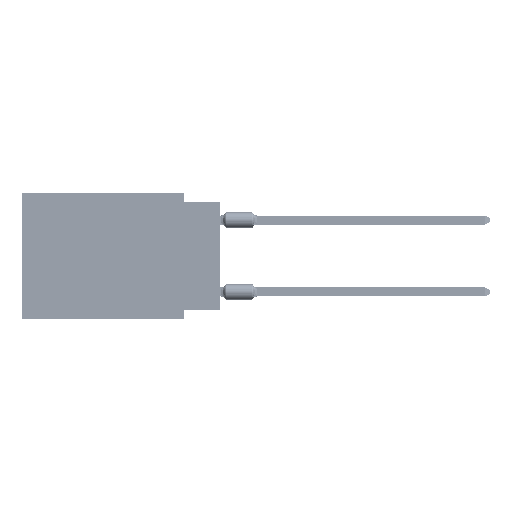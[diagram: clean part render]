
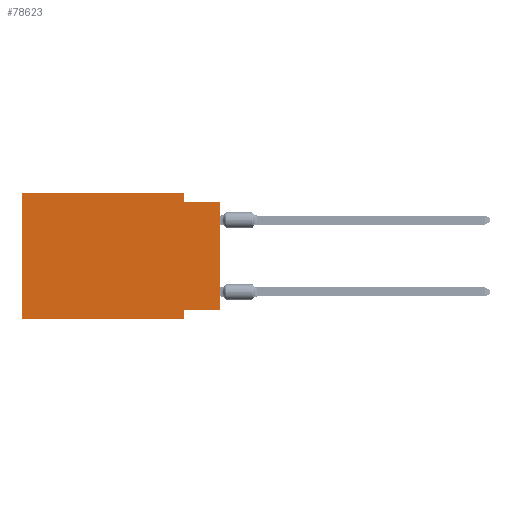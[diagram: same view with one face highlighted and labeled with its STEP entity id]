
A CAD part, left-side view. The second image highlights one B-rep face of the part: STEP entity #78623.
In plain terms, the highlighted planar face has unit normal (-1, 0, 0).
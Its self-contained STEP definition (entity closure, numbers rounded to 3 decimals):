
#388 = CARTESIAN_POINT ( 'NONE',  ( 0., 0., -0.635 ) ) ;
#4866 = EDGE_CURVE ( 'NONE', #69106, #91821, #67906, .T. ) ;
#5596 = DIRECTION ( 'NONE',  ( 0., 0., -1. ) ) ;
#6009 = CARTESIAN_POINT ( 'NONE',  ( 0., 2.54, -8.255 ) ) ;
#6039 = DIRECTION ( 'NONE',  ( 0., -1., 0. ) ) ;
#6514 = CARTESIAN_POINT ( 'NONE',  ( 0., 0., -0.635 ) ) ;
#7488 = AXIS2_PLACEMENT_3D ( 'NONE', #18914, #41599, #86007 ) ;
#7547 = DIRECTION ( 'NONE',  ( 0., -1., 0. ) ) ;
#8114 = VERTEX_POINT ( 'NONE', #83247 ) ;
#8501 = CARTESIAN_POINT ( 'NONE',  ( 0., 13.97, -8.89 ) ) ;
#8842 = CARTESIAN_POINT ( 'NONE',  ( 0., 13.97, 0. ) ) ;
#13904 = DIRECTION ( 'NONE',  ( 0., 1., 0. ) ) ;
#14118 = EDGE_CURVE ( 'NONE', #48977, #20624, #29188, .T. ) ;
#15271 = ORIENTED_EDGE ( 'NONE', *, *, #50369, .F. ) ;
#16115 = ORIENTED_EDGE ( 'NONE', *, *, #4866, .T. ) ;
#18417 = CARTESIAN_POINT ( 'NONE',  ( 0., 13.97, 0. ) ) ;
#18914 = CARTESIAN_POINT ( 'NONE',  ( 0., 13.97, 0. ) ) ;
#19072 = VERTEX_POINT ( 'NONE', #69482 ) ;
#20624 = VERTEX_POINT ( 'NONE', #388 ) ;
#21701 = ORIENTED_EDGE ( 'NONE', *, *, #51228, .F. ) ;
#26645 = ORIENTED_EDGE ( 'NONE', *, *, #57383, .T. ) ;
#26928 = CARTESIAN_POINT ( 'NONE',  ( 0., 2.54, -8.89 ) ) ;
#27570 = FACE_OUTER_BOUND ( 'NONE', #91064, .T. ) ;
#29188 = LINE ( 'NONE', #6514, #52526 ) ;
#30076 = CARTESIAN_POINT ( 'NONE',  ( 0., 13.97, -8.89 ) ) ;
#32503 = VECTOR ( 'NONE', #60508, 1000. ) ;
#32649 = CARTESIAN_POINT ( 'NONE',  ( 0., 0., 0. ) ) ;
#32684 = VERTEX_POINT ( 'NONE', #6009 ) ;
#36118 = LINE ( 'NONE', #43370, #67902 ) ;
#39403 = LINE ( 'NONE', #32649, #73180 ) ;
#40539 = VERTEX_POINT ( 'NONE', #64419 ) ;
#41599 = DIRECTION ( 'NONE',  ( 1., 0., 0. ) ) ;
#41905 = VECTOR ( 'NONE', #77789, 1000. ) ;
#42510 = VECTOR ( 'NONE', #49412, 1000. ) ;
#42777 = CARTESIAN_POINT ( 'NONE',  ( 0., 2.54, -8.89 ) ) ;
#43370 = CARTESIAN_POINT ( 'NONE',  ( 0., 0., -8.255 ) ) ;
#44063 = CARTESIAN_POINT ( 'NONE',  ( 0., 2.54, 0. ) ) ;
#48977 = VERTEX_POINT ( 'NONE', #62954 ) ;
#49412 = DIRECTION ( 'NONE',  ( 0., 0., -1. ) ) ;
#50369 = EDGE_CURVE ( 'NONE', #32684, #91821, #64977, .T. ) ;
#50708 = VECTOR ( 'NONE', #5596, 1000. ) ;
#51228 = EDGE_CURVE ( 'NONE', #8114, #32684, #36118, .T. ) ;
#52526 = VECTOR ( 'NONE', #6039, 1000. ) ;
#54349 = EDGE_CURVE ( 'NONE', #40539, #19072, #84552, .T. ) ;
#57056 = ORIENTED_EDGE ( 'NONE', *, *, #69135, .F. ) ;
#57383 = EDGE_CURVE ( 'NONE', #8114, #20624, #39403, .T. ) ;
#60508 = DIRECTION ( 'NONE',  ( 0., 0., 1. ) ) ;
#61245 = ORIENTED_EDGE ( 'NONE', *, *, #75649, .F. ) ;
#62954 = CARTESIAN_POINT ( 'NONE',  ( 0., 2.54, -0.635 ) ) ;
#63328 = PLANE ( 'NONE',  #7488 ) ;
#64073 = ORIENTED_EDGE ( 'NONE', *, *, #14118, .F. ) ;
#64419 = CARTESIAN_POINT ( 'NONE',  ( 0., 13.97, 0. ) ) ;
#64977 = LINE ( 'NONE', #42777, #50708 ) ;
#67902 = VECTOR ( 'NONE', #13904, 1000. ) ;
#67906 = LINE ( 'NONE', #8501, #70379 ) ;
#68876 = DIRECTION ( 'NONE',  ( 0., 0., 1. ) ) ;
#69106 = VERTEX_POINT ( 'NONE', #30076 ) ;
#69135 = EDGE_CURVE ( 'NONE', #69106, #40539, #75000, .T. ) ;
#69482 = CARTESIAN_POINT ( 'NONE',  ( 0., 2.54, 0. ) ) ;
#70379 = VECTOR ( 'NONE', #7547, 1000. ) ;
#73180 = VECTOR ( 'NONE', #68876, 1000. ) ;
#75000 = LINE ( 'NONE', #8842, #32503 ) ;
#75649 = EDGE_CURVE ( 'NONE', #19072, #48977, #79823, .T. ) ;
#77789 = DIRECTION ( 'NONE',  ( 0., -1., 0. ) ) ;
#78507 = ORIENTED_EDGE ( 'NONE', *, *, #54349, .F. ) ;
#78623 = ADVANCED_FACE ( 'NONE', ( #27570 ), #63328, .F. ) ;
#79823 = LINE ( 'NONE', #44063, #42510 ) ;
#83247 = CARTESIAN_POINT ( 'NONE',  ( 0., 0., -8.255 ) ) ;
#84552 = LINE ( 'NONE', #18417, #41905 ) ;
#86007 = DIRECTION ( 'NONE',  ( 0., 0., -1. ) ) ;
#91064 = EDGE_LOOP ( 'NONE', ( #26645, #64073, #61245, #78507, #57056, #16115, #15271, #21701 ) ) ;
#91821 = VERTEX_POINT ( 'NONE', #26928 ) ;
